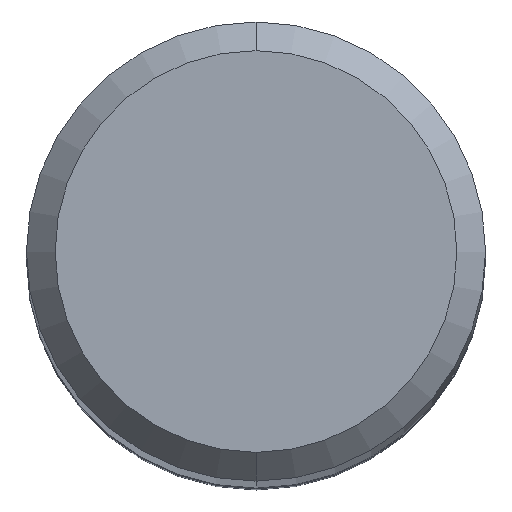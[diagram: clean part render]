
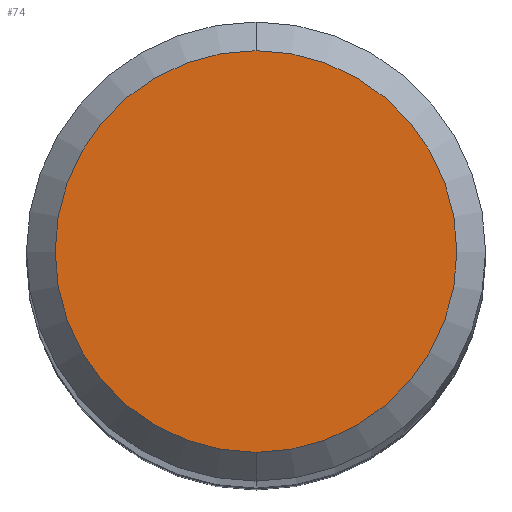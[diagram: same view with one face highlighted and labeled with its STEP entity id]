
A CAD part, top view. The second image highlights one B-rep face of the part: STEP entity #74.
In plain terms, the highlighted planar face has unit normal (0, 0, 1).
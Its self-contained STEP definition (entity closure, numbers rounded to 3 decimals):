
#74=ADVANCED_FACE('',(#98),#80,.F.);
#80=PLANE('',#426);
#98=FACE_OUTER_BOUND('',#118,.T.);
#118=EDGE_LOOP('',(#182,#183));
#182=ORIENTED_EDGE('',*,*,#245,.F.);
#183=ORIENTED_EDGE('',*,*,#243,.F.);
#210=VERTEX_POINT('',#686);
#211=VERTEX_POINT('',#688);
#243=EDGE_CURVE('',#210,#211,#269,.T.);
#245=EDGE_CURVE('',#211,#210,#270,.T.);
#269=CIRCLE('',#422,3.5);
#270=CIRCLE('',#424,3.5);
#422=AXIS2_PLACEMENT_3D('',#687,#532,#533);
#424=AXIS2_PLACEMENT_3D('',#691,#537,#538);
#426=AXIS2_PLACEMENT_3D('',#693,#541,#542);
#532=DIRECTION('',(0.,0.,-1.));
#533=DIRECTION('',(0.,-1.,0.));
#537=DIRECTION('',(0.,0.,-1.));
#538=DIRECTION('',(0.,1.,0.));
#541=DIRECTION('',(0.,0.,-1.));
#542=DIRECTION('',(0.,1.,0.));
#686=CARTESIAN_POINT('',(0.,-3.5,90.));
#687=CARTESIAN_POINT('',(0.,0.,90.));
#688=CARTESIAN_POINT('',(0.,3.5,90.));
#691=CARTESIAN_POINT('',(0.,0.,90.));
#693=CARTESIAN_POINT('',(0.,0.,90.));
